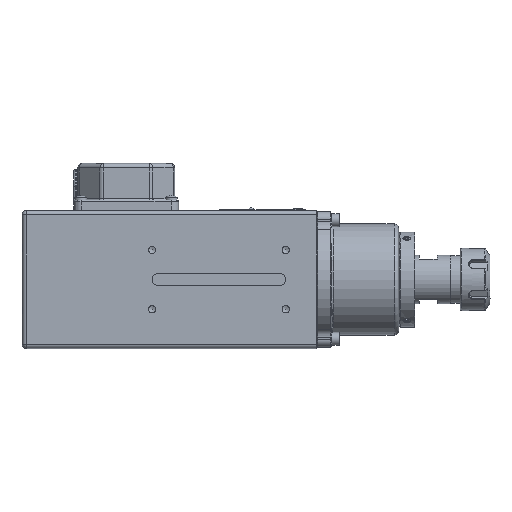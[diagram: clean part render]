
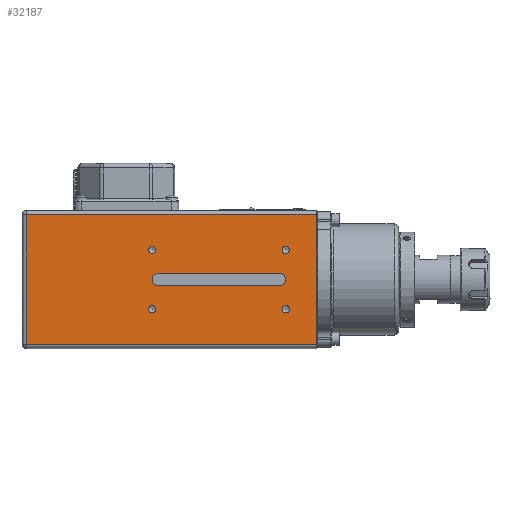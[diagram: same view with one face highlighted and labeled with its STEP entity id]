
A CAD part, left-side view. The second image highlights one B-rep face of the part: STEP entity #32187.
In plain terms, the highlighted planar face has unit normal (-1, 0, 0).
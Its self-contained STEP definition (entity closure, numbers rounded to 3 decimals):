
#2631=CIRCLE('',#34129,2.459);
#2632=CIRCLE('',#34130,2.459);
#2633=CIRCLE('',#34131,2.459);
#2634=CIRCLE('',#34132,2.459);
#2635=CIRCLE('',#34133,4.);
#2636=CIRCLE('',#34134,4.);
#4002=VERTEX_POINT('',#49197);
#4003=VERTEX_POINT('',#49199);
#4140=VERTEX_POINT('',#49529);
#4141=VERTEX_POINT('',#49533);
#4142=VERTEX_POINT('',#49536);
#4143=VERTEX_POINT('',#49538);
#4144=VERTEX_POINT('',#49540);
#4145=VERTEX_POINT('',#49542);
#4146=VERTEX_POINT('',#49544);
#4147=VERTEX_POINT('',#49545);
#4148=VERTEX_POINT('',#49547);
#4149=VERTEX_POINT('',#49549);
#7120=VECTOR('',#37148,1.);
#7202=VECTOR('',#37445,1.);
#7203=VECTOR('',#37447,1.);
#7204=VECTOR('',#37448,1.);
#7205=VECTOR('',#37457,1.);
#7206=VECTOR('',#37460,1.);
#10738=LINE('',#49198,#7120);
#10820=LINE('',#49530,#7202);
#10821=LINE('',#49532,#7203);
#10822=LINE('',#49534,#7204);
#10823=LINE('',#49543,#7205);
#10824=LINE('',#49548,#7206);
#14596=EDGE_CURVE('',#4003,#4002,#10738,.F.);
#14764=EDGE_CURVE('',#4002,#4140,#10820,.T.);
#14765=EDGE_CURVE('',#4140,#4141,#10821,.F.);
#14766=EDGE_CURVE('',#4141,#4003,#10822,.F.);
#14767=EDGE_CURVE('',#4142,#4142,#2631,.F.);
#14768=EDGE_CURVE('',#4143,#4143,#2632,.F.);
#14769=EDGE_CURVE('',#4144,#4144,#2633,.F.);
#14770=EDGE_CURVE('',#4145,#4145,#2634,.F.);
#14771=EDGE_CURVE('',#4146,#4147,#10823,.T.);
#14772=EDGE_CURVE('',#4147,#4148,#2635,.F.);
#14773=EDGE_CURVE('',#4148,#4149,#10824,.T.);
#14774=EDGE_CURVE('',#4149,#4146,#2636,.F.);
#20260=ORIENTED_EDGE('',*,*,#14764,.T.);
#20261=ORIENTED_EDGE('',*,*,#14765,.T.);
#20262=ORIENTED_EDGE('',*,*,#14766,.T.);
#20263=ORIENTED_EDGE('',*,*,#14596,.T.);
#20264=ORIENTED_EDGE('',*,*,#14767,.T.);
#20265=ORIENTED_EDGE('',*,*,#14768,.T.);
#20266=ORIENTED_EDGE('',*,*,#14769,.T.);
#20267=ORIENTED_EDGE('',*,*,#14770,.T.);
#20268=ORIENTED_EDGE('',*,*,#14771,.T.);
#20269=ORIENTED_EDGE('',*,*,#14772,.T.);
#20270=ORIENTED_EDGE('',*,*,#14773,.T.);
#20271=ORIENTED_EDGE('',*,*,#14774,.T.);
#28284=EDGE_LOOP('',(#20260,#20261,#20262,#20263));
#28285=EDGE_LOOP('',(#20264));
#28286=EDGE_LOOP('',(#20265));
#28287=EDGE_LOOP('',(#20266));
#28288=EDGE_LOOP('',(#20267));
#28289=EDGE_LOOP('',(#20268,#20269,#20270,#20271));
#30258=FACE_BOUND('',#28284,.T.);
#30259=FACE_BOUND('',#28285,.T.);
#30260=FACE_BOUND('',#28286,.T.);
#30261=FACE_BOUND('',#28287,.T.);
#30262=FACE_BOUND('',#28288,.T.);
#30263=FACE_BOUND('',#28289,.T.);
#32187=ADVANCED_FACE('',(#30258,#30259,#30260,#30261,#30262,#30263),#63665,
 .T.);
#34128=AXIS2_PLACEMENT_3D('',#49531,#37446,$);
#34129=AXIS2_PLACEMENT_3D('',#49535,#37449,#37450);
#34130=AXIS2_PLACEMENT_3D('',#49537,#37451,#37452);
#34131=AXIS2_PLACEMENT_3D('',#49539,#37453,#37454);
#34132=AXIS2_PLACEMENT_3D('',#49541,#37455,#37456);
#34133=AXIS2_PLACEMENT_3D('',#49546,#37458,#37459);
#34134=AXIS2_PLACEMENT_3D('',#49550,#37461,#37462);
#37148=DIRECTION('',(0.,0.,-1.));
#37445=DIRECTION('',(0.,1.,0.));
#37446=DIRECTION('',(-1.,0.,0.));
#37447=DIRECTION('',(0.,0.,1.));
#37448=DIRECTION('',(0.,1.,0.));
#37449=DIRECTION('',(-1.,0.,0.));
#37450=DIRECTION('',(0.,0.,2.459));
#37451=DIRECTION('',(-1.,0.,0.));
#37452=DIRECTION('',(0.,0.,2.459));
#37453=DIRECTION('',(-1.,0.,0.));
#37454=DIRECTION('',(0.,0.,2.459));
#37455=DIRECTION('',(-1.,0.,0.));
#37456=DIRECTION('',(0.,0.,2.459));
#37457=DIRECTION('',(0.,-1.,0.));
#37458=DIRECTION('',(-1.,0.,0.));
#37459=DIRECTION('',(0.,0.,4.));
#37460=DIRECTION('',(0.,1.,0.));
#37461=DIRECTION('',(-1.,0.,0.));
#37462=DIRECTION('',(0.,0.,4.));
#49197=CARTESIAN_POINT('',(-41.5,0.,43.5));
#49198=CARTESIAN_POINT('',(-41.5,0.,-23.25));
#49199=CARTESIAN_POINT('',(-41.5,0.,-43.5));
#49529=CARTESIAN_POINT('',(-41.5,195.7,43.5));
#49530=CARTESIAN_POINT('',(-41.5,195.,43.5));
#49531=CARTESIAN_POINT('',(-41.5,195.,-46.5));
#49532=CARTESIAN_POINT('',(-41.5,195.7,-46.5));
#49533=CARTESIAN_POINT('',(-41.5,195.7,-43.5));
#49534=CARTESIAN_POINT('',(-41.5,195.,-43.5));
#49535=CARTESIAN_POINT('',(-41.5,21.,-20.));
#49536=CARTESIAN_POINT('',(-41.5,21.,-17.542));
#49537=CARTESIAN_POINT('',(-41.5,111.,-20.));
#49538=CARTESIAN_POINT('',(-41.5,111.,-17.542));
#49539=CARTESIAN_POINT('',(-41.5,111.,20.));
#49540=CARTESIAN_POINT('',(-41.5,111.,22.459));
#49541=CARTESIAN_POINT('',(-41.5,21.,20.));
#49542=CARTESIAN_POINT('',(-41.5,21.,22.459));
#49543=CARTESIAN_POINT('',(-41.5,151.,4.));
#49544=CARTESIAN_POINT('',(-41.5,107.,4.));
#49545=CARTESIAN_POINT('',(-41.5,25.,4.));
#49546=CARTESIAN_POINT('',(-41.5,25.,0.));
#49547=CARTESIAN_POINT('',(-41.5,25.,-4.));
#49548=CARTESIAN_POINT('',(-41.5,110.,-4.));
#49549=CARTESIAN_POINT('',(-41.5,107.,-4.));
#49550=CARTESIAN_POINT('',(-41.5,107.,0.));
#63665=PLANE('',#34128);
